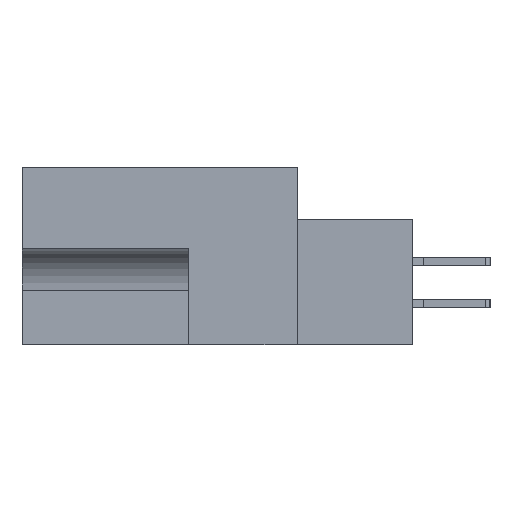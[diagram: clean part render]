
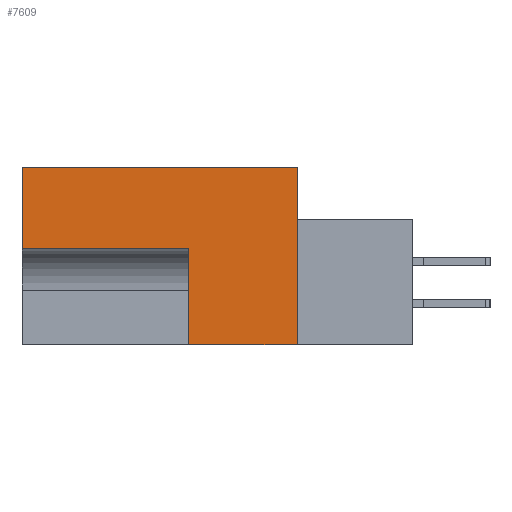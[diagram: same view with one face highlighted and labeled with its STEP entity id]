
A CAD part, left-side view. The second image highlights one B-rep face of the part: STEP entity #7609.
In plain terms, the highlighted planar face has unit normal (-1, 0, 0).
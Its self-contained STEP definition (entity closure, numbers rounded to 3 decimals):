
#818 = VECTOR ( 'NONE', #4852, 1000. ) ;
#1343 = CARTESIAN_POINT ( 'NONE',  ( 0., 8.255, -6.172 ) ) ;
#1604 = EDGE_CURVE ( 'NONE', #19800, #25414, #23085, .T. ) ;
#1668 = DIRECTION ( 'NONE',  ( 0., 1., 0. ) ) ;
#1798 = CARTESIAN_POINT ( 'NONE',  ( 0., -8.814, -13.487 ) ) ;
#3623 = LINE ( 'NONE', #36952, #818 ) ;
#4396 = ORIENTED_EDGE ( 'NONE', *, *, #9087, .F. ) ;
#4852 = DIRECTION ( 'NONE',  ( 0., 0., 1. ) ) ;
#7208 = DIRECTION ( 'NONE',  ( 0., 0., -1. ) ) ;
#7293 = DIRECTION ( 'NONE',  ( 0., 0., -1. ) ) ;
#7609 = ADVANCED_FACE ( 'NONE', ( #28734 ), #38781, .F. ) ;
#8022 = VECTOR ( 'NONE', #7208, 1000. ) ;
#9087 = EDGE_CURVE ( 'NONE', #36765, #19800, #11375, .T. ) ;
#10575 = ORIENTED_EDGE ( 'NONE', *, *, #31017, .F. ) ;
#11375 = LINE ( 'NONE', #39631, #8022 ) ;
#12530 = CARTESIAN_POINT ( 'NONE',  ( 0., 0., 0. ) ) ;
#12768 = CARTESIAN_POINT ( 'NONE',  ( 0., 11.506, 0. ) ) ;
#12874 = DIRECTION ( 'NONE',  ( 0., 1., 0. ) ) ;
#13769 = EDGE_CURVE ( 'NONE', #20786, #43868, #3623, .T. ) ;
#14322 = EDGE_CURVE ( 'NONE', #43868, #36765, #38148, .T. ) ;
#15337 = VECTOR ( 'NONE', #12874, 1000. ) ;
#19800 = VERTEX_POINT ( 'NONE', #21681 ) ;
#20204 = CARTESIAN_POINT ( 'NONE',  ( 0., 20.955, 0. ) ) ;
#20786 = VERTEX_POINT ( 'NONE', #36718 ) ;
#21321 = CARTESIAN_POINT ( 'NONE',  ( 0., 8.255, -6.172 ) ) ;
#21583 = DIRECTION ( 'NONE',  ( 1., 0., 0. ) ) ;
#21681 = CARTESIAN_POINT ( 'NONE',  ( 0., 0., -13.487 ) ) ;
#23017 = VECTOR ( 'NONE', #1668, 1000. ) ;
#23085 = LINE ( 'NONE', #1798, #15337 ) ;
#24879 = VECTOR ( 'NONE', #36553, 1000. ) ;
#25414 = VERTEX_POINT ( 'NONE', #40765 ) ;
#25501 = AXIS2_PLACEMENT_3D ( 'NONE', #42852, #21583, #7293 ) ;
#25974 = ORIENTED_EDGE ( 'NONE', *, *, #13769, .F. ) ;
#28268 = CARTESIAN_POINT ( 'NONE',  ( 0., 8.255, -13.487 ) ) ;
#28620 = VECTOR ( 'NONE', #37566, 1000. ) ;
#28734 = FACE_OUTER_BOUND ( 'NONE', #46253, .T. ) ;
#28803 = EDGE_CURVE ( 'NONE', #25414, #41632, #41155, .T. ) ;
#28993 = ORIENTED_EDGE ( 'NONE', *, *, #14322, .F. ) ;
#31017 = EDGE_CURVE ( 'NONE', #41632, #20786, #39261, .T. ) ;
#35433 = ORIENTED_EDGE ( 'NONE', *, *, #28803, .F. ) ;
#36553 = DIRECTION ( 'NONE',  ( 0., 0., 1. ) ) ;
#36718 = CARTESIAN_POINT ( 'NONE',  ( 0., 20.955, -6.172 ) ) ;
#36765 = VERTEX_POINT ( 'NONE', #12530 ) ;
#36952 = CARTESIAN_POINT ( 'NONE',  ( 0., 20.955, -13.487 ) ) ;
#37566 = DIRECTION ( 'NONE',  ( 0., -1., 0. ) ) ;
#38148 = LINE ( 'NONE', #12768, #28620 ) ;
#38781 = PLANE ( 'NONE',  #25501 ) ;
#39261 = LINE ( 'NONE', #1343, #23017 ) ;
#39267 = ORIENTED_EDGE ( 'NONE', *, *, #1604, .F. ) ;
#39631 = CARTESIAN_POINT ( 'NONE',  ( 0., 0., 0. ) ) ;
#40765 = CARTESIAN_POINT ( 'NONE',  ( 0., 8.255, -13.487 ) ) ;
#41155 = LINE ( 'NONE', #28268, #24879 ) ;
#41632 = VERTEX_POINT ( 'NONE', #21321 ) ;
#42852 = CARTESIAN_POINT ( 'NONE',  ( 0., 0., 0. ) ) ;
#43868 = VERTEX_POINT ( 'NONE', #20204 ) ;
#46253 = EDGE_LOOP ( 'NONE', ( #39267, #4396, #28993, #25974, #10575, #35433 ) ) ;
